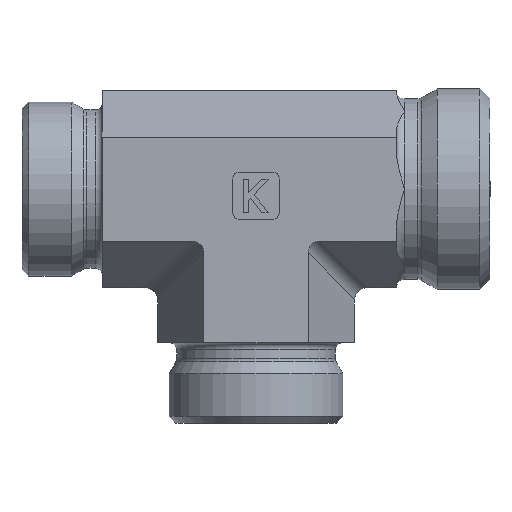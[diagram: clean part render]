
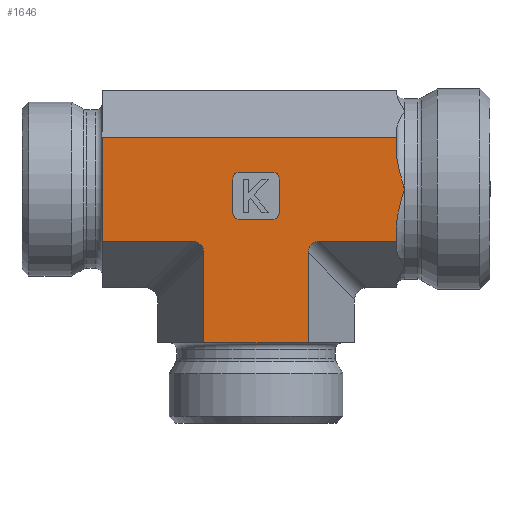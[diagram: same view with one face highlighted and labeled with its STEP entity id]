
A CAD part, left-side view. The second image highlights one B-rep face of the part: STEP entity #1646.
In plain terms, the highlighted planar face has unit normal (-1, 0, 0).
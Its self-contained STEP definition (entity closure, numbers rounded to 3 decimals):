
#352=CARTESIAN_POINT('',(-31.685,32.544,15.706));
#353=VERTEX_POINT('',#352);
#362=CARTESIAN_POINT('',(-31.685,32.544,31.294));
#363=VERTEX_POINT('',#362);
#364=CARTESIAN_POINT('',(-31.685,32.544,31.294));
#365=DIRECTION('',(0.0,0.0,-1.0));
#366=VECTOR('',#365,15.588);
#367=LINE('',#364,#366);
#368=EDGE_CURVE('',#363,#353,#367,.T.);
#609=CARTESIAN_POINT('',(-31.685,-11.456,31.294));
#610=VERTEX_POINT('',#609);
#611=CARTESIAN_POINT('',(-31.685,32.544,31.294));
#612=DIRECTION('',(0.0,-1.0,0.0));
#613=VECTOR('',#612,44.);
#614=LINE('',#611,#613);
#615=EDGE_CURVE('',#363,#610,#614,.T.);
#926=CARTESIAN_POINT('',(-31.685,1.75,0.5));
#927=VERTEX_POINT('',#926);
#936=CARTESIAN_POINT('',(-31.685,17.338,0.5));
#937=VERTEX_POINT('',#936);
#938=CARTESIAN_POINT('',(-31.685,17.338,0.5));
#939=DIRECTION('',(0.0,-1.0,0.0));
#940=VECTOR('',#939,15.588);
#941=LINE('',#938,#940);
#942=EDGE_CURVE('',#937,#927,#941,.T.);
#1050=CARTESIAN_POINT('',(-31.685,17.338,13.974));
#1051=VERTEX_POINT('',#1050);
#1052=CARTESIAN_POINT('',(-31.685,17.338,0.5));
#1053=DIRECTION('',(0.0,0.0,1.0));
#1054=VECTOR('',#1053,13.474);
#1055=LINE('',#1052,#1054);
#1056=EDGE_CURVE('',#937,#1051,#1055,.T.);
#1284=CARTESIAN_POINT('',(-31.685,-12.656,23.5));
#1285=VERTEX_POINT('',#1284);
#1286=CARTESIAN_POINT('',(-31.685,-11.456,29.317));
#1287=VERTEX_POINT('',#1286);
#1288=CARTESIAN_POINT('',(-31.685,-12.656,23.5));
#1289=CARTESIAN_POINT('',(-31.685,-12.121,25.296));
#1290=CARTESIAN_POINT('',(-31.685,-11.456,27.444));
#1291=CARTESIAN_POINT('',(-31.685,-11.456,29.317));
#1292=B_SPLINE_CURVE_WITH_KNOTS('',3,(#1288,#1289,#1290,#1291),.UNSPECIFIED.,.F.,.U.,(4,4),(0.0,0.562),.UNSPECIFIED.);
#1293=EDGE_CURVE('',#1285,#1287,#1292,.T.);
#1419=CARTESIAN_POINT('',(-31.685,-11.456,17.683));
#1420=VERTEX_POINT('',#1419);
#1421=CARTESIAN_POINT('',(-31.685,-11.456,17.683));
#1422=CARTESIAN_POINT('',(-31.685,-11.456,19.556));
#1423=CARTESIAN_POINT('',(-31.685,-12.121,21.704));
#1424=CARTESIAN_POINT('',(-31.685,-12.656,23.5));
#1425=B_SPLINE_CURVE_WITH_KNOTS('',3,(#1421,#1422,#1423,#1424),.UNSPECIFIED.,.F.,.U.,(4,4),(1.145,1.707),.UNSPECIFIED.);
#1426=EDGE_CURVE('',#1420,#1285,#1425,.T.);
#1500=CARTESIAN_POINT('',(-31.685,-11.456,15.706));
#1501=VERTEX_POINT('',#1500);
#1502=CARTESIAN_POINT('',(-31.685,-11.456,15.706));
#1503=DIRECTION('',(0.0,0.0,1.0));
#1504=VECTOR('',#1503,1.977);
#1505=LINE('',#1502,#1504);
#1506=EDGE_CURVE('',#1501,#1420,#1505,.T.);
#1518=CARTESIAN_POINT('',(-31.685,1.75,0.0));
#1519=DIRECTION('',(-1.0,0.0,0.0));
#1520=DIRECTION('',(0.0,0.0,1.0));
#1521=AXIS2_PLACEMENT_3D('',#1518,#1519,#1520);
#1522=PLANE('',#1521);
#1523=ORIENTED_EDGE('',*,*,#368,.T.);
#1524=CARTESIAN_POINT('',(-31.685,19.07,15.706));
#1525=VERTEX_POINT('',#1524);
#1526=CARTESIAN_POINT('',(-31.685,19.07,15.706));
#1527=DIRECTION('',(0.0,1.0,0.0));
#1528=VECTOR('',#1527,13.474);
#1529=LINE('',#1526,#1528);
#1530=EDGE_CURVE('',#1525,#353,#1529,.T.);
#1531=ORIENTED_EDGE('',*,*,#1530,.F.);
#1532=CARTESIAN_POINT('',(-31.685,19.648,13.396));
#1533=DIRECTION('',(-1.0,0.0,0.0));
#1534=DIRECTION('',(0.0,-0.707,0.707));
#1535=AXIS2_PLACEMENT_3D('',#1532,#1533,#1534);
#1536=ELLIPSE('',#1535,2.582,2.0);
#1537=EDGE_CURVE('',#1051,#1525,#1536,.T.);
#1538=ORIENTED_EDGE('',*,*,#1537,.F.);
#1539=ORIENTED_EDGE('',*,*,#1056,.F.);
#1540=ORIENTED_EDGE('',*,*,#942,.T.);
#1541=CARTESIAN_POINT('',(-31.685,1.75,13.974));
#1542=VERTEX_POINT('',#1541);
#1543=CARTESIAN_POINT('',(-31.685,1.75,0.5));
#1544=DIRECTION('',(0.0,0.0,1.0));
#1545=VECTOR('',#1544,13.474);
#1546=LINE('',#1543,#1545);
#1547=EDGE_CURVE('',#927,#1542,#1546,.T.);
#1548=ORIENTED_EDGE('',*,*,#1547,.T.);
#1549=CARTESIAN_POINT('',(-31.685,0.018,15.706));
#1550=VERTEX_POINT('',#1549);
#1551=CARTESIAN_POINT('',(-31.685,-0.56,13.396));
#1552=DIRECTION('',(-1.0,0.0,0.0));
#1553=DIRECTION('',(0.0,0.707,0.707));
#1554=AXIS2_PLACEMENT_3D('',#1551,#1552,#1553);
#1555=ELLIPSE('',#1554,2.582,2.0);
#1556=EDGE_CURVE('',#1550,#1542,#1555,.T.);
#1557=ORIENTED_EDGE('',*,*,#1556,.F.);
#1558=CARTESIAN_POINT('',(-31.685,0.018,15.706));
#1559=DIRECTION('',(0.0,-1.0,0.0));
#1560=VECTOR('',#1559,11.474);
#1561=LINE('',#1558,#1560);
#1562=EDGE_CURVE('',#1550,#1501,#1561,.T.);
#1563=ORIENTED_EDGE('',*,*,#1562,.T.);
#1564=ORIENTED_EDGE('',*,*,#1506,.T.);
#1565=ORIENTED_EDGE('',*,*,#1426,.T.);
#1566=ORIENTED_EDGE('',*,*,#1293,.T.);
#1567=CARTESIAN_POINT('',(-31.685,-11.456,29.317));
#1568=DIRECTION('',(0.0,0.0,1.0));
#1569=VECTOR('',#1568,1.977);
#1570=LINE('',#1567,#1569);
#1571=EDGE_CURVE('',#1287,#610,#1570,.T.);
#1572=ORIENTED_EDGE('',*,*,#1571,.T.);
#1573=ORIENTED_EDGE('',*,*,#615,.F.);
#1574=EDGE_LOOP('',(#1523,#1531,#1538,#1539,#1540,#1548,#1557,#1563,#1564,#1565,#1566,#1572,#1573));
#1575=FACE_OUTER_BOUND('',#1574,.T.);
#1576=CARTESIAN_POINT('',(-31.685,7.044,19.));
#1577=VERTEX_POINT('',#1576);
#1578=CARTESIAN_POINT('',(-31.685,12.044,19.));
#1579=VERTEX_POINT('',#1578);
#1580=CARTESIAN_POINT('',(-31.685,7.044,19.));
#1581=DIRECTION('',(0.0,1.0,0.0));
#1582=VECTOR('',#1581,5.);
#1583=LINE('',#1580,#1582);
#1584=EDGE_CURVE('',#1577,#1579,#1583,.T.);
#1585=ORIENTED_EDGE('',*,*,#1584,.T.);
#1586=CARTESIAN_POINT('',(-31.685,13.044,20.));
#1587=VERTEX_POINT('',#1586);
#1588=CARTESIAN_POINT('',(-31.685,12.044,20.));
#1589=DIRECTION('',(-1.0,0.0,0.0));
#1590=DIRECTION('',(0.0,0.707,-0.707));
#1591=AXIS2_PLACEMENT_3D('',#1588,#1589,#1590);
#1592=CIRCLE('',#1591,1.0);
#1593=EDGE_CURVE('',#1587,#1579,#1592,.T.);
#1594=ORIENTED_EDGE('',*,*,#1593,.F.);
#1595=CARTESIAN_POINT('',(-31.685,13.044,25.0));
#1596=VERTEX_POINT('',#1595);
#1597=CARTESIAN_POINT('',(-31.685,13.044,20.0));
#1598=DIRECTION('',(0.0,0.0,1.0));
#1599=VECTOR('',#1598,5.0);
#1600=LINE('',#1597,#1599);
#1601=EDGE_CURVE('',#1587,#1596,#1600,.T.);
#1602=ORIENTED_EDGE('',*,*,#1601,.T.);
#1603=CARTESIAN_POINT('',(-31.685,12.044,26.));
#1604=VERTEX_POINT('',#1603);
#1605=CARTESIAN_POINT('',(-31.685,12.044,25.0));
#1606=DIRECTION('',(-1.0,0.0,0.0));
#1607=DIRECTION('',(0.0,0.707,0.707));
#1608=AXIS2_PLACEMENT_3D('',#1605,#1606,#1607);
#1609=CIRCLE('',#1608,1.0);
#1610=EDGE_CURVE('',#1604,#1596,#1609,.T.);
#1611=ORIENTED_EDGE('',*,*,#1610,.F.);
#1612=CARTESIAN_POINT('',(-31.685,7.044,26.));
#1613=VERTEX_POINT('',#1612);
#1614=CARTESIAN_POINT('',(-31.685,12.044,26.));
#1615=DIRECTION('',(0.0,-1.0,0.0));
#1616=VECTOR('',#1615,5.);
#1617=LINE('',#1614,#1616);
#1618=EDGE_CURVE('',#1604,#1613,#1617,.T.);
#1619=ORIENTED_EDGE('',*,*,#1618,.T.);
#1620=CARTESIAN_POINT('',(-31.685,6.044,25.));
#1621=VERTEX_POINT('',#1620);
#1622=CARTESIAN_POINT('',(-31.685,7.044,25.));
#1623=DIRECTION('',(-1.0,0.0,0.0));
#1624=DIRECTION('',(0.0,-0.707,0.707));
#1625=AXIS2_PLACEMENT_3D('',#1622,#1623,#1624);
#1626=CIRCLE('',#1625,1.0);
#1627=EDGE_CURVE('',#1621,#1613,#1626,.T.);
#1628=ORIENTED_EDGE('',*,*,#1627,.F.);
#1629=CARTESIAN_POINT('',(-31.685,6.044,20.));
#1630=VERTEX_POINT('',#1629);
#1631=CARTESIAN_POINT('',(-31.685,6.044,25.));
#1632=DIRECTION('',(0.0,0.0,-1.0));
#1633=VECTOR('',#1632,5.);
#1634=LINE('',#1631,#1633);
#1635=EDGE_CURVE('',#1621,#1630,#1634,.T.);
#1636=ORIENTED_EDGE('',*,*,#1635,.T.);
#1637=CARTESIAN_POINT('',(-31.685,7.044,20.));
#1638=DIRECTION('',(-1.0,0.0,0.0));
#1639=DIRECTION('',(0.0,-0.707,-0.707));
#1640=AXIS2_PLACEMENT_3D('',#1637,#1638,#1639);
#1641=CIRCLE('',#1640,1.0);
#1642=EDGE_CURVE('',#1577,#1630,#1641,.T.);
#1643=ORIENTED_EDGE('',*,*,#1642,.F.);
#1644=EDGE_LOOP('',(#1585,#1594,#1602,#1611,#1619,#1628,#1636,#1643));
#1645=FACE_BOUND('',#1644,.T.);
#1646=ADVANCED_FACE('',(#1575,#1645),#1522,.T.);
